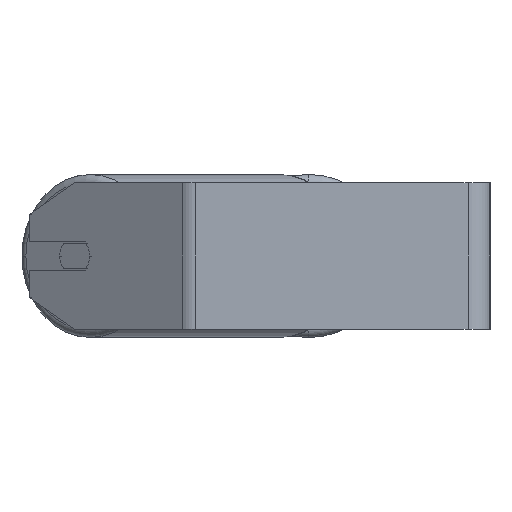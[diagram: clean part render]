
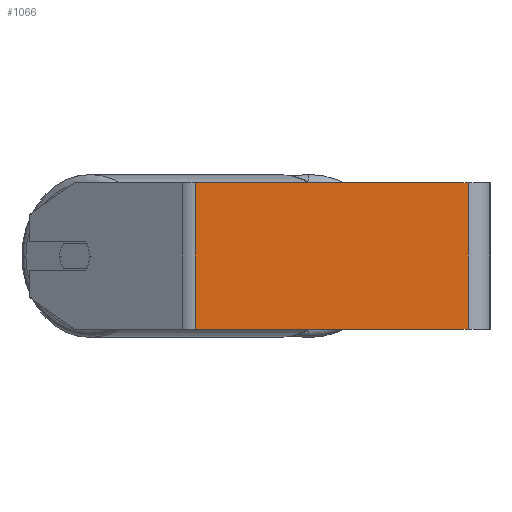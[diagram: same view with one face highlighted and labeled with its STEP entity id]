
A CAD part, left-side view. The second image highlights one B-rep face of the part: STEP entity #1066.
In plain terms, the highlighted planar face has unit normal (-1, 0, 0).
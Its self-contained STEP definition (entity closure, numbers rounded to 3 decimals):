
#184 = EDGE_CURVE ( 'NONE', #7412, #303, #8245, .T. ) ;
#303 = VERTEX_POINT ( 'NONE', #3657 ) ;
#514 = LINE ( 'NONE', #8703, #8038 ) ;
#530 = LINE ( 'NONE', #7831, #1260 ) ;
#676 = DIRECTION ( 'NONE',  ( 1., 0., 0. ) ) ;
#1066 = ADVANCED_FACE ( 'NONE', ( #1974 ), #6035, .F. ) ;
#1257 = CARTESIAN_POINT ( 'NONE',  ( -340., 164.539, 40. ) ) ;
#1260 = VECTOR ( 'NONE', #3248, 1000. ) ;
#1488 = ORIENTED_EDGE ( 'NONE', *, *, #184, .F. ) ;
#1524 = CARTESIAN_POINT ( 'NONE',  ( -340., 160.755, 40. ) ) ;
#1920 = CARTESIAN_POINT ( 'NONE',  ( -340., 12., 40. ) ) ;
#1974 = FACE_OUTER_BOUND ( 'NONE', #7889, .T. ) ;
#2784 = VERTEX_POINT ( 'NONE', #1524 ) ;
#3248 = DIRECTION ( 'NONE',  ( 0., -1., 0. ) ) ;
#3657 = CARTESIAN_POINT ( 'NONE',  ( -340., 12., -40. ) ) ;
#3908 = VECTOR ( 'NONE', #6262, 1000. ) ;
#4013 = DIRECTION ( 'NONE',  ( 0., 0., -1. ) ) ;
#4127 = ORIENTED_EDGE ( 'NONE', *, *, #5212, .F. ) ;
#4515 = VECTOR ( 'NONE', #6063, 1000. ) ;
#4537 = EDGE_CURVE ( 'NONE', #2784, #8427, #514, .T. ) ;
#4735 = CARTESIAN_POINT ( 'NONE',  ( -340., 164.539, 40. ) ) ;
#5108 = EDGE_CURVE ( 'NONE', #8427, #303, #530, .T. ) ;
#5212 = EDGE_CURVE ( 'NONE', #2784, #7412, #6817, .T. ) ;
#6035 = PLANE ( 'NONE',  #6434 ) ;
#6063 = DIRECTION ( 'NONE',  ( 0., -1., 0. ) ) ;
#6262 = DIRECTION ( 'NONE',  ( 0., 0., -1. ) ) ;
#6434 = AXIS2_PLACEMENT_3D ( 'NONE', #1257, #676, #4013 ) ;
#6469 = ORIENTED_EDGE ( 'NONE', *, *, #4537, .T. ) ;
#6575 = ORIENTED_EDGE ( 'NONE', *, *, #5108, .T. ) ;
#6817 = LINE ( 'NONE', #4735, #4515 ) ;
#7146 = CARTESIAN_POINT ( 'NONE',  ( -340., 160.755, -40. ) ) ;
#7331 = DIRECTION ( 'NONE',  ( 0., 0., -1. ) ) ;
#7412 = VERTEX_POINT ( 'NONE', #1920 ) ;
#7495 = CARTESIAN_POINT ( 'NONE',  ( -340., 12., 40. ) ) ;
#7831 = CARTESIAN_POINT ( 'NONE',  ( -340., 164.539, -40. ) ) ;
#7889 = EDGE_LOOP ( 'NONE', ( #6575, #1488, #4127, #6469 ) ) ;
#8038 = VECTOR ( 'NONE', #7331, 1000. ) ;
#8245 = LINE ( 'NONE', #7495, #3908 ) ;
#8427 = VERTEX_POINT ( 'NONE', #7146 ) ;
#8703 = CARTESIAN_POINT ( 'NONE',  ( -340., 160.755, 40. ) ) ;
